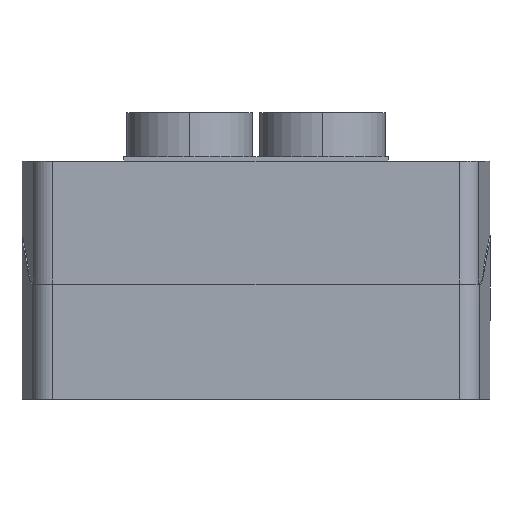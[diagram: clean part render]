
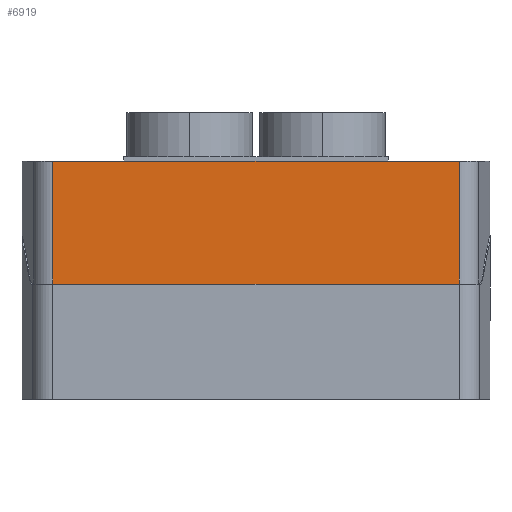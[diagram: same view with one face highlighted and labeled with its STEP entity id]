
A CAD part, left-side view. The second image highlights one B-rep face of the part: STEP entity #6919.
In plain terms, the highlighted planar face has unit normal (-1, 0, 0).
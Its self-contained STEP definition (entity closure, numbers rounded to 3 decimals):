
#3945=DIRECTION('',(0.,-1.,0.));
#3946=VECTOR('',#3945,91.981);
#3947=CARTESIAN_POINT('',(0.,98.991,54.));
#3948=LINE('',#3947,#3946);
#4144=DIRECTION('',(0.,0.,1.));
#4145=VECTOR('',#4144,27.85);
#4146=CARTESIAN_POINT('',(0.,7.009,26.15));
#4147=LINE('',#4146,#4145);
#4187=DIRECTION('',(0.,-1.,0.));
#4188=VECTOR('',#4187,91.981);
#4189=CARTESIAN_POINT('',(0.,98.991,26.15));
#4190=LINE('',#4189,#4188);
#4698=DIRECTION('',(0.,0.,1.));
#4699=VECTOR('',#4698,27.85);
#4700=CARTESIAN_POINT('',(0.,98.991,26.15));
#4701=LINE('',#4700,#4699);
#5492=CARTESIAN_POINT('',(0.,7.009,26.15));
#5494=VERTEX_POINT('',#5492);
#5505=CARTESIAN_POINT('',(0.,98.991,26.15));
#5507=VERTEX_POINT('',#5505);
#5508=CARTESIAN_POINT('',(0.,7.009,54.));
#5510=VERTEX_POINT('',#5508);
#5538=CARTESIAN_POINT('',(0.,98.991,54.));
#5539=VERTEX_POINT('',#5538);
#6908=CARTESIAN_POINT('',(0.,98.991,26.15));
#6909=DIRECTION('',(-1.,0.,0.));
#6910=DIRECTION('',(0.,-1.,0.));
#6911=AXIS2_PLACEMENT_3D('',#6908,#6909,#6910);
#6912=PLANE('',#6911);
#6913=ORIENTED_EDGE('',*,*,#6207,.F.);
#6914=ORIENTED_EDGE('',*,*,#6903,.T.);
#6915=ORIENTED_EDGE('',*,*,#6061,.T.);
#6916=ORIENTED_EDGE('',*,*,#6176,.F.);
#6917=EDGE_LOOP('',(#6913,#6914,#6915,#6916));
#6918=FACE_OUTER_BOUND('',#6917,.F.);
#6061=EDGE_CURVE('',#5539,#5510,#3948,.T.);
#6176=EDGE_CURVE('',#5494,#5510,#4147,.T.);
#6207=EDGE_CURVE('',#5507,#5494,#4190,.T.);
#6903=EDGE_CURVE('',#5507,#5539,#4701,.T.);
#6919=ADVANCED_FACE('',(#6918),#6912,.T.);
